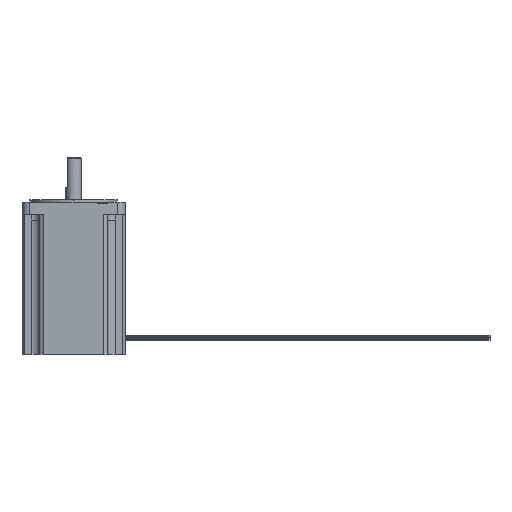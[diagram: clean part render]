
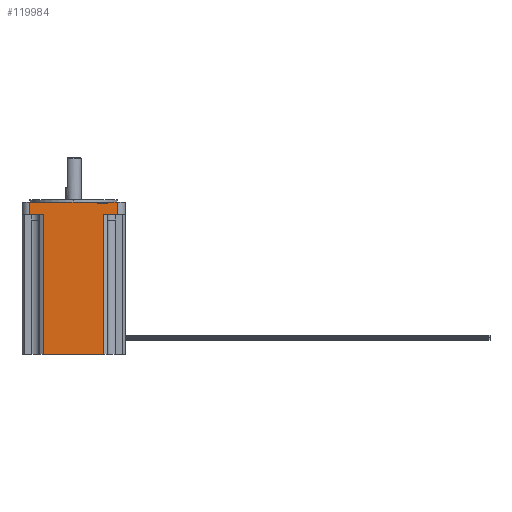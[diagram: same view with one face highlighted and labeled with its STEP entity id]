
A CAD part, left-side view. The second image highlights one B-rep face of the part: STEP entity #119984.
In plain terms, the highlighted planar face has unit normal (-1, 0, 0).
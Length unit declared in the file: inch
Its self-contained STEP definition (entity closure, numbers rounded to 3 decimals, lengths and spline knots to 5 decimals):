
#1690 = CARTESIAN_POINT ( 'NONE',  ( -1.688, -0.9763, -4.4 ) ) ;
#1869 = CARTESIAN_POINT ( 'NONE',  ( -1.688, -1.433, 0.59 ) ) ;
#2049 = DIRECTION ( 'NONE',  ( 0., -1., 0. ) ) ;
#2542 = VERTEX_POINT ( 'NONE', #40059 ) ;
#2845 = EDGE_CURVE ( 'NONE', #113484, #101583, #54473, .T. ) ;
#3173 = LINE ( 'NONE', #1690, #114954 ) ;
#3407 = CARTESIAN_POINT ( 'NONE',  ( -1.688, -1.106, 0.55 ) ) ;
#7691 = VECTOR ( 'NONE', #99168, 39.37008 ) ;
#8599 = DIRECTION ( 'NONE',  ( 0., 1., 0. ) ) ;
#9137 = VERTEX_POINT ( 'NONE', #114174 ) ;
#10659 = CARTESIAN_POINT ( 'NONE',  ( -1.688, -1.433, 0.191 ) ) ;
#12062 = CARTESIAN_POINT ( 'NONE',  ( -1.688, -0.9763, -4.4 ) ) ;
#12169 = ORIENTED_EDGE ( 'NONE', *, *, #123675, .T. ) ;
#13324 = CARTESIAN_POINT ( 'NONE',  ( -1.688, -0.772, 0.55 ) ) ;
#14133 = EDGE_CURVE ( 'NONE', #134940, #62057, #72550, .T. ) ;
#15466 = LINE ( 'NONE', #23453, #40967 ) ;
#16283 = ORIENTED_EDGE ( 'NONE', *, *, #91199, .F. ) ;
#20804 = ORIENTED_EDGE ( 'NONE', *, *, #131610, .F. ) ;
#23453 = CARTESIAN_POINT ( 'NONE',  ( -1.688, 1.433, 0.191 ) ) ;
#26129 = DIRECTION ( 'NONE',  ( 0., 0., 1. ) ) ;
#26352 = EDGE_CURVE ( 'NONE', #101583, #27749, #136008, .T. ) ;
#26683 = CARTESIAN_POINT ( 'NONE',  ( -1.688, 0.9763, -4.4 ) ) ;
#26751 = CARTESIAN_POINT ( 'NONE',  ( -1.688, -1.106, 0.59 ) ) ;
#27749 = VERTEX_POINT ( 'NONE', #13324 ) ;
#28063 = FACE_OUTER_BOUND ( 'NONE', #81330, .T. ) ;
#30579 = VERTEX_POINT ( 'NONE', #120506 ) ;
#32210 = VERTEX_POINT ( 'NONE', #120529 ) ;
#36423 = CARTESIAN_POINT ( 'NONE',  ( -1.688, 0.9763, 0.191 ) ) ;
#39869 = EDGE_CURVE ( 'NONE', #30579, #32210, #3173, .T. ) ;
#40059 = CARTESIAN_POINT ( 'NONE',  ( -1.688, 1.433, 0.191 ) ) ;
#40967 = VECTOR ( 'NONE', #88352, 39.37008 ) ;
#42278 = DIRECTION ( 'NONE',  ( 0., 0., -1. ) ) ;
#43778 = VECTOR ( 'NONE', #26129, 39.37008 ) ;
#45984 = ORIENTED_EDGE ( 'NONE', *, *, #26352, .T. ) ;
#47455 = CARTESIAN_POINT ( 'NONE',  ( -1.688, -1.433, 0.191 ) ) ;
#47971 = DIRECTION ( 'NONE',  ( 0., 1., 0. ) ) ;
#49039 = ORIENTED_EDGE ( 'NONE', *, *, #39869, .T. ) ;
#49785 = VECTOR ( 'NONE', #87973, 39.37008 ) ;
#52342 = ORIENTED_EDGE ( 'NONE', *, *, #117072, .T. ) ;
#54473 = LINE ( 'NONE', #87924, #108585 ) ;
#54832 = LINE ( 'NONE', #81557, #137674 ) ;
#55056 = DIRECTION ( 'NONE',  ( -1., 0., 0. ) ) ;
#62048 = LINE ( 'NONE', #26683, #116099 ) ;
#62057 = VERTEX_POINT ( 'NONE', #1869 ) ;
#62551 = LINE ( 'NONE', #91060, #120027 ) ;
#63070 = LINE ( 'NONE', #131748, #120526 ) ;
#65492 = PLANE ( 'NONE',  #89002 ) ;
#68135 = VERTEX_POINT ( 'NONE', #100893 ) ;
#69363 = DIRECTION ( 'NONE',  ( 0., 0., 1. ) ) ;
#71809 = CARTESIAN_POINT ( 'NONE',  ( -1.688, -0.772, 0.59 ) ) ;
#72343 = CARTESIAN_POINT ( 'NONE',  ( -1.688, -0.9763, 0.191 ) ) ;
#72550 = LINE ( 'NONE', #47455, #43778 ) ;
#73636 = ORIENTED_EDGE ( 'NONE', *, *, #133877, .T. ) ;
#81330 = EDGE_LOOP ( 'NONE', ( #122722, #113627, #90792, #111738, #45984, #12169, #73636, #20804, #52342, #16283, #124241, #49039 ) ) ;
#81557 = CARTESIAN_POINT ( 'NONE',  ( -1.688, -0.772, 0.55 ) ) ;
#87924 = CARTESIAN_POINT ( 'NONE',  ( -1.688, -1.106, 0.59 ) ) ;
#87973 = DIRECTION ( 'NONE',  ( 0., 1., 0. ) ) ;
#88352 = DIRECTION ( 'NONE',  ( 0., 0., 1. ) ) ;
#88431 = DIRECTION ( 'NONE',  ( 0., 0., 1. ) ) ;
#89002 = AXIS2_PLACEMENT_3D ( 'NONE', #119791, #55056, #130663 ) ;
#90792 = ORIENTED_EDGE ( 'NONE', *, *, #100145, .T. ) ;
#91060 = CARTESIAN_POINT ( 'NONE',  ( -1.688, -1.433, 0.59 ) ) ;
#91199 = EDGE_CURVE ( 'NONE', #9137, #118407, #62048, .T. ) ;
#92214 = VECTOR ( 'NONE', #8599, 39.37008 ) ;
#92403 = DIRECTION ( 'NONE',  ( 0., 0., 1. ) ) ;
#95346 = VERTEX_POINT ( 'NONE', #71809 ) ;
#98822 = CARTESIAN_POINT ( 'NONE',  ( -1.688, -1.106, 0.55 ) ) ;
#99168 = DIRECTION ( 'NONE',  ( 0., 1., 0. ) ) ;
#100145 = EDGE_CURVE ( 'NONE', #62057, #113484, #62551, .T. ) ;
#100893 = CARTESIAN_POINT ( 'NONE',  ( -1.688, 1.433, 0.59 ) ) ;
#101583 = VERTEX_POINT ( 'NONE', #3407 ) ;
#104866 = DIRECTION ( 'NONE',  ( 0., -1., 0. ) ) ;
#107988 = VECTOR ( 'NONE', #104866, 39.37008 ) ;
#108585 = VECTOR ( 'NONE', #42278, 39.37008 ) ;
#111381 = LINE ( 'NONE', #72343, #107988 ) ;
#111738 = ORIENTED_EDGE ( 'NONE', *, *, #2845, .T. ) ;
#113484 = VERTEX_POINT ( 'NONE', #26751 ) ;
#113627 = ORIENTED_EDGE ( 'NONE', *, *, #14133, .T. ) ;
#114174 = CARTESIAN_POINT ( 'NONE',  ( -1.688, 0.9763, -4.4 ) ) ;
#114954 = VECTOR ( 'NONE', #88431, 39.37008 ) ;
#116099 = VECTOR ( 'NONE', #69363, 39.37008 ) ;
#116408 = CARTESIAN_POINT ( 'NONE',  ( -1.688, -0.772, 0.59 ) ) ;
#117072 = EDGE_CURVE ( 'NONE', #2542, #118407, #63070, .T. ) ;
#118407 = VERTEX_POINT ( 'NONE', #36423 ) ;
#119413 = LINE ( 'NONE', #12062, #7691 ) ;
#119791 = CARTESIAN_POINT ( 'NONE',  ( -1.688, -1.433, 0. ) ) ;
#119984 = ADVANCED_FACE ( 'NONE', ( #28063 ), #65492, .T. ) ;
#120027 = VECTOR ( 'NONE', #47971, 39.37008 ) ;
#120506 = CARTESIAN_POINT ( 'NONE',  ( -1.688, -0.9763, -4.4 ) ) ;
#120526 = VECTOR ( 'NONE', #2049, 39.37008 ) ;
#120529 = CARTESIAN_POINT ( 'NONE',  ( -1.688, -0.9763, 0.191 ) ) ;
#120907 = LINE ( 'NONE', #116408, #92214 ) ;
#122722 = ORIENTED_EDGE ( 'NONE', *, *, #131340, .T. ) ;
#123675 = EDGE_CURVE ( 'NONE', #27749, #95346, #54832, .T. ) ;
#124241 = ORIENTED_EDGE ( 'NONE', *, *, #133562, .F. ) ;
#130663 = DIRECTION ( 'NONE',  ( 0., 0., 1. ) ) ;
#131340 = EDGE_CURVE ( 'NONE', #32210, #134940, #111381, .T. ) ;
#131610 = EDGE_CURVE ( 'NONE', #2542, #68135, #15466, .T. ) ;
#131748 = CARTESIAN_POINT ( 'NONE',  ( -1.688, 1.433, 0.191 ) ) ;
#133562 = EDGE_CURVE ( 'NONE', #30579, #9137, #119413, .T. ) ;
#133877 = EDGE_CURVE ( 'NONE', #95346, #68135, #120907, .T. ) ;
#134940 = VERTEX_POINT ( 'NONE', #10659 ) ;
#136008 = LINE ( 'NONE', #98822, #49785 ) ;
#137674 = VECTOR ( 'NONE', #92403, 39.37008 ) ;
